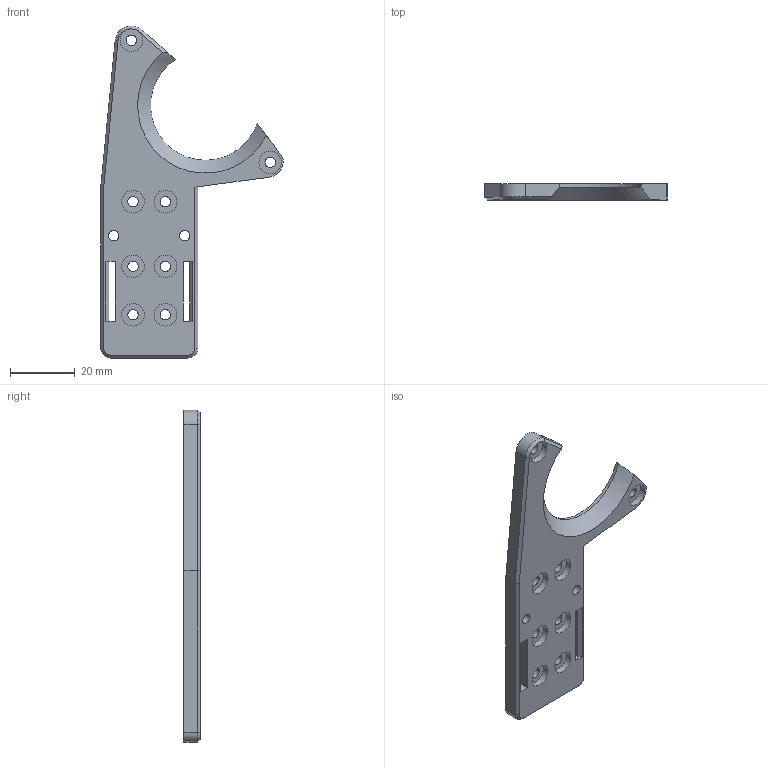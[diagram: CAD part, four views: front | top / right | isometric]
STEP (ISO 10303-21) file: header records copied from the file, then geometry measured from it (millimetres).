
FILE_DESCRIPTION(('FreeCAD Model'),'2;1');
FILE_NAME('Open CASCADE Shape Model','2023-10-26T11:21:15',(''),(''), 'Open CASCADE STEP processor 7.6','FreeCAD','Unknown');
FILE_SCHEMA(('AUTOMOTIVE_DESIGN { 1 0 10303 214 1 1 1 1 }'));
Length unit declared in the file: millimetre
Products named in the file (1): 2.0_backplate_universal
Bounding box: 56.48 x 5 x 102.8 mm (x, y, z)
Volume: 11643.5 mm3; surface area: 7483.9 mm2
Topology: 1 solids, 1 shells, 61 faces, 155 edges, 104 vertices
Faces by surface type: plane 34, cylinder 23, cone 4
Full cylindrical faces by diameter (mm): 3.2 x10, 7 x8
Entity records: 4077 total; most frequent: CARTESIAN_POINT 899, DIRECTION 596, LINE 359, VECTOR 359, ORIENTED_EDGE 310, PCURVE 310, DEFINITIONAL_REPRESENTATION 310, EDGE_CURVE 155
